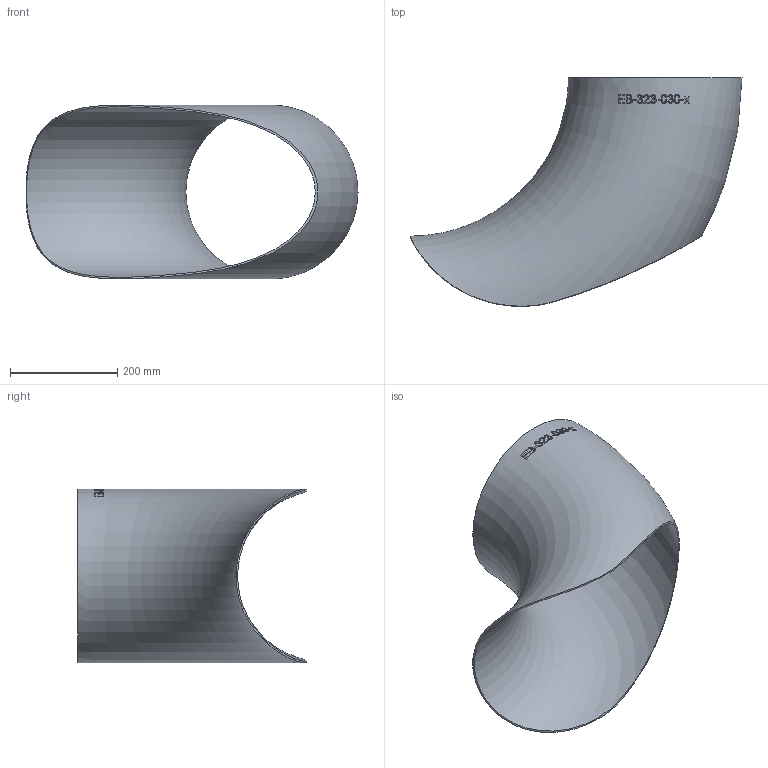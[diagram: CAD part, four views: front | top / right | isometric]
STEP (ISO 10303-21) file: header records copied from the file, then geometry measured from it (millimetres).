
FILE_DESCRIPTION (( 'STEP AP214' ), '1' );
FILE_NAME ('EB-323-030-x Einschweissbogen 2210.STEP', '2022-10-12T14:21:01', ( '' ), ( '' ), 'SwSTEP 2.0', 'SolidWorks 2019', '' );
FILE_SCHEMA (( 'AUTOMOTIVE_DESIGN' ));
Length unit declared in the file: millimetre
Products named in the file (1): EB-323-030-x Einschweissbogen 2210
Bounding box: 618.95 x 426.13 x 323.94 mm (x, y, z)
Volume: 1366943.4 mm3; surface area: 917151.8 mm2
Topology: 1 solids, 1 shells, 164 faces, 447 edges, 300 vertices
Faces by surface type: bspline 143, torus 18, plane 2, cylinder 1
Entity records: 35237 total; most frequent: CARTESIAN_POINT 30660, ORIENTED_EDGE 886, EDGE_CURVE 443, B_SPLINE_CURVE_WITH_KNOTS 437, VERTEX_POINT 298, EDGE_LOOP 183, FACE_OUTER_BOUND 166, ADVANCED_FACE 164
